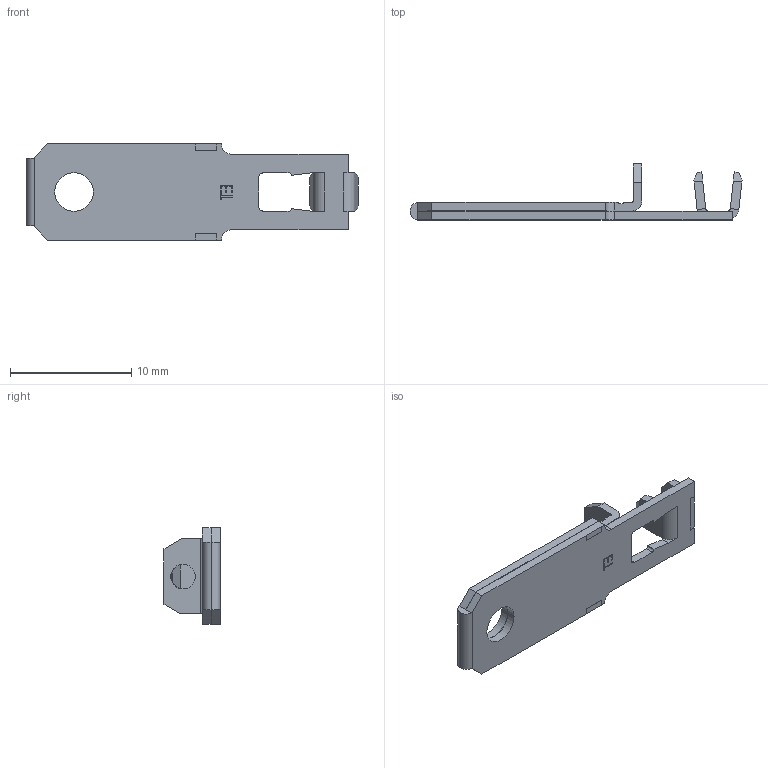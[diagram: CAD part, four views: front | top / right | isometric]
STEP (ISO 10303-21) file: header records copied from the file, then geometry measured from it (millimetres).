
FILE_DESCRIPTION (( 'STEP AP203' ), '1' );
FILE_NAME ('14130.STEP', '2015-02-23T18:41:03', ( '' ), ( '' ), 'SwSTEP 2.0', 'SolidWorks 2014', '' );
FILE_SCHEMA (( 'CONFIG_CONTROL_DESIGN' ));
Length unit declared in the file: inch
Products named in the file (1): 14130
Bounding box: 27.38 x 4.62 x 7.92 mm (x, y, z)
Volume: 236.9 mm3; surface area: 789.3 mm2
Topology: 1 solids, 1 shells, 175 faces, 456 edges, 284 vertices
Faces by surface type: plane 127, cylinder 36, cone 12
Entity records: 5337 total; most frequent: CARTESIAN_POINT 940, ORIENTED_EDGE 912, DIRECTION 872, EDGE_CURVE 456, LINE 376, VECTOR 376, VERTEX_POINT 284, AXIS2_PLACEMENT_3D 248
